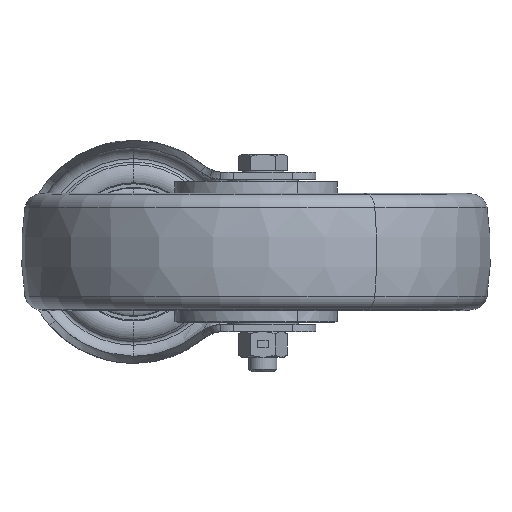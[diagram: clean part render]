
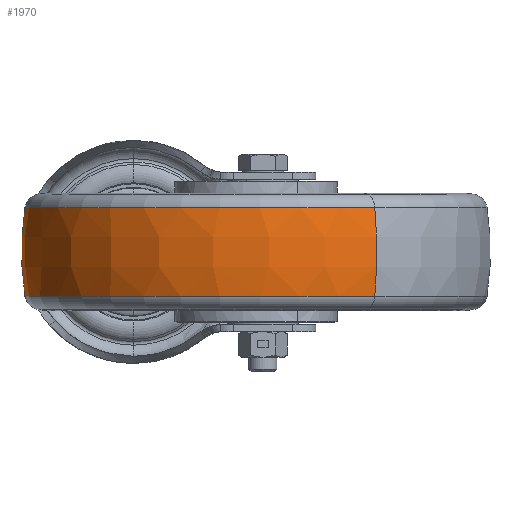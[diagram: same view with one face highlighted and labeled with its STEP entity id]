
A CAD part, front view. The second image highlights one B-rep face of the part: STEP entity #1970.
In plain terms, the highlighted toroidal (fillet/blend) face has major radius 10 mm and minor radius 110 mm.
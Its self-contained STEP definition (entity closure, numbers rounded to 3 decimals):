
#438 = CARTESIAN_POINT ( 'NONE',  ( 102.648, -217.13, -18.854 ) ) ;
#890 = EDGE_LOOP ( 'NONE', ( #19956, #12315, #1740, #25955 ) ) ;
#1591 = CARTESIAN_POINT ( 'NONE',  ( 102.648, -217.13, 18.854 ) ) ;
#1740 = ORIENTED_EDGE ( 'NONE', *, *, #18931, .T. ) ;
#1970 = ADVANCED_FACE ( 'NONE', ( #4821 ), #9529, .T. ) ;
#2287 = DIRECTION ( 'NONE',  ( 0.514, -0.858, 0. ) ) ;
#3321 = EDGE_CURVE ( 'NONE', #16514, #13622, #14502, .T. ) ;
#3455 = AXIS2_PLACEMENT_3D ( 'NONE', #23299, #4488, #15086 ) ;
#4488 = DIRECTION ( 'NONE',  ( 0.858, 0.514, 0. ) ) ;
#4821 = FACE_OUTER_BOUND ( 'NONE', #890, .T. ) ;
#6047 = DIRECTION ( 'NONE',  ( 0., 0., 1. ) ) ;
#6156 = AXIS2_PLACEMENT_3D ( 'NONE', #16378, #10160, #26928 ) ;
#7911 = CIRCLE ( 'NONE', #9219, 98.372 ) ;
#8096 = CARTESIAN_POINT ( 'NONE',  ( 52.072, -132.755, -18.854 ) ) ;
#8626 = CIRCLE ( 'NONE', #19110, 98.372 ) ;
#8953 = CARTESIAN_POINT ( 'NONE',  ( 52.072, -132.755, 0. ) ) ;
#9219 = AXIS2_PLACEMENT_3D ( 'NONE', #8096, #6047, #20449 ) ;
#9465 = VERTEX_POINT ( 'NONE', #1591 ) ;
#9529 = TOROIDAL_SURFACE ( 'NONE', #13928, -10., 110. ) ;
#10160 = DIRECTION ( 'NONE',  ( -0.858, -0.514, 0. ) ) ;
#11156 = CARTESIAN_POINT ( 'NONE',  ( 1.495, -48.38, -18.854 ) ) ;
#12315 = ORIENTED_EDGE ( 'NONE', *, *, #24988, .T. ) ;
#13622 = VERTEX_POINT ( 'NONE', #14914 ) ;
#13928 = AXIS2_PLACEMENT_3D ( 'NONE', #8953, #19479, #2287 ) ;
#14041 = VERTEX_POINT ( 'NONE', #438 ) ;
#14357 = EDGE_CURVE ( 'NONE', #13622, #9465, #8626, .T. ) ;
#14502 = CIRCLE ( 'NONE', #3455, 110. ) ;
#14868 = DIRECTION ( 'NONE',  ( 0.514, -0.858, 0. ) ) ;
#14914 = CARTESIAN_POINT ( 'NONE',  ( 1.495, -48.38, 18.854 ) ) ;
#15001 = DIRECTION ( 'NONE',  ( 0., 0., 1. ) ) ;
#15086 = DIRECTION ( 'NONE',  ( -0.514, 0.858, 0. ) ) ;
#16378 = CARTESIAN_POINT ( 'NONE',  ( 46.93, -124.178, 0. ) ) ;
#16514 = VERTEX_POINT ( 'NONE', #11156 ) ;
#18931 = EDGE_CURVE ( 'NONE', #14041, #9465, #21071, .T. ) ;
#19110 = AXIS2_PLACEMENT_3D ( 'NONE', #25408, #15001, #14868 ) ;
#19479 = DIRECTION ( 'NONE',  ( 0., 0., 1. ) ) ;
#19956 = ORIENTED_EDGE ( 'NONE', *, *, #3321, .F. ) ;
#20449 = DIRECTION ( 'NONE',  ( 0.514, -0.858, 0. ) ) ;
#21071 = CIRCLE ( 'NONE', #6156, 110. ) ;
#23299 = CARTESIAN_POINT ( 'NONE',  ( 57.213, -141.332, 0. ) ) ;
#24988 = EDGE_CURVE ( 'NONE', #16514, #14041, #7911, .T. ) ;
#25408 = CARTESIAN_POINT ( 'NONE',  ( 52.072, -132.755, 18.854 ) ) ;
#25955 = ORIENTED_EDGE ( 'NONE', *, *, #14357, .F. ) ;
#26928 = DIRECTION ( 'NONE',  ( 0.514, -0.858, 0. ) ) ;
